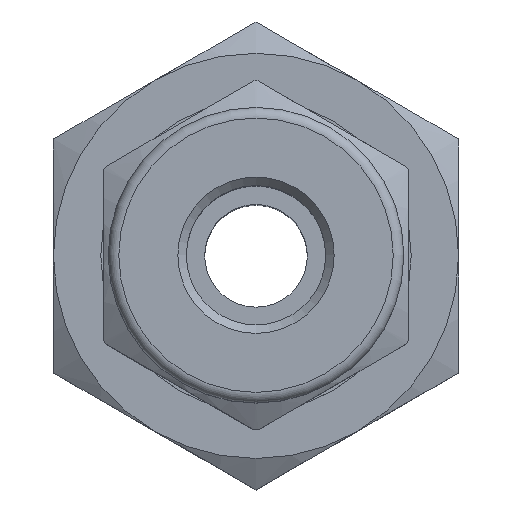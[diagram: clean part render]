
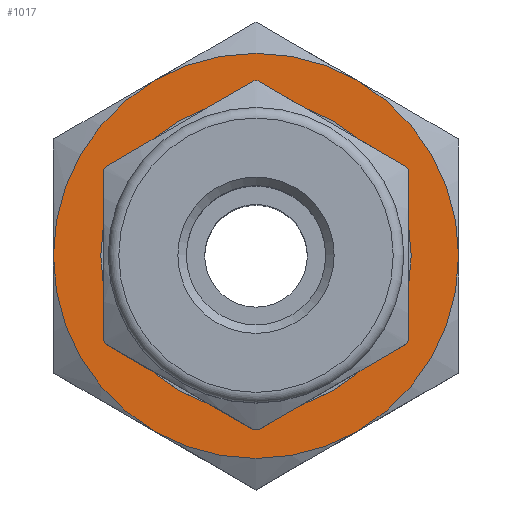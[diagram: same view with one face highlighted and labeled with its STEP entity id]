
A CAD part, top view. The second image highlights one B-rep face of the part: STEP entity #1017.
In plain terms, the highlighted planar face has unit normal (0, 0, 1).
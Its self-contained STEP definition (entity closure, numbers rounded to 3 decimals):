
#23=FACE_BOUND('',#254,.T.);
#70=CIRCLE('',#1112,5.9);
#90=CIRCLE('',#1149,9.525);
#91=CIRCLE('',#1150,9.525);
#92=CIRCLE('',#1151,9.525);
#93=CIRCLE('',#1152,9.525);
#94=CIRCLE('',#1153,9.525);
#95=CIRCLE('',#1154,9.525);
#178=FACE_OUTER_BOUND('',#253,.T.);
#253=EDGE_LOOP('',(#819,#820,#821,#822,#823,#824));
#254=EDGE_LOOP('',(#825));
#452=VERTEX_POINT('',#1667);
#469=VERTEX_POINT('',#1731);
#470=VERTEX_POINT('',#1732);
#471=VERTEX_POINT('',#1734);
#472=VERTEX_POINT('',#1736);
#473=VERTEX_POINT('',#1738);
#474=VERTEX_POINT('',#1740);
#560=EDGE_CURVE('',#452,#452,#70,.T.);
#590=EDGE_CURVE('',#469,#470,#90,.T.);
#591=EDGE_CURVE('',#471,#469,#91,.T.);
#592=EDGE_CURVE('',#472,#471,#92,.T.);
#593=EDGE_CURVE('',#473,#472,#93,.T.);
#594=EDGE_CURVE('',#474,#473,#94,.T.);
#595=EDGE_CURVE('',#470,#474,#95,.T.);
#819=ORIENTED_EDGE('',*,*,#590,.F.);
#820=ORIENTED_EDGE('',*,*,#591,.F.);
#821=ORIENTED_EDGE('',*,*,#592,.F.);
#822=ORIENTED_EDGE('',*,*,#593,.F.);
#823=ORIENTED_EDGE('',*,*,#594,.F.);
#824=ORIENTED_EDGE('',*,*,#595,.F.);
#825=ORIENTED_EDGE('',*,*,#560,.T.);
#970=PLANE('',#1148);
#1017=ADVANCED_FACE('',(#178,#23),#970,.T.);
#1112=AXIS2_PLACEMENT_3D('',#1668,#1312,#1313);
#1148=AXIS2_PLACEMENT_3D('',#1730,#1394,#1395);
#1149=AXIS2_PLACEMENT_3D('',#1733,#1396,#1397);
#1150=AXIS2_PLACEMENT_3D('',#1735,#1398,#1399);
#1151=AXIS2_PLACEMENT_3D('',#1737,#1400,#1401);
#1152=AXIS2_PLACEMENT_3D('',#1739,#1402,#1403);
#1153=AXIS2_PLACEMENT_3D('',#1741,#1404,#1405);
#1154=AXIS2_PLACEMENT_3D('',#1742,#1406,#1407);
#1312=DIRECTION('center_axis',(0.,0.,-1.));
#1313=DIRECTION('ref_axis',(0.,1.,0.));
#1394=DIRECTION('center_axis',(0.,0.,1.));
#1395=DIRECTION('ref_axis',(1.,0.,0.));
#1396=DIRECTION('center_axis',(0.,0.,-1.));
#1397=DIRECTION('ref_axis',(1.,0.,0.));
#1398=DIRECTION('center_axis',(0.,0.,-1.));
#1399=DIRECTION('ref_axis',(1.,0.,0.));
#1400=DIRECTION('center_axis',(0.,0.,-1.));
#1401=DIRECTION('ref_axis',(1.,0.,0.));
#1402=DIRECTION('center_axis',(0.,0.,-1.));
#1403=DIRECTION('ref_axis',(1.,0.,0.));
#1404=DIRECTION('center_axis',(0.,0.,-1.));
#1405=DIRECTION('ref_axis',(1.,0.,0.));
#1406=DIRECTION('center_axis',(0.,0.,-1.));
#1407=DIRECTION('ref_axis',(1.,0.,0.));
#1667=CARTESIAN_POINT('',(0.,-5.9,-17.841));
#1668=CARTESIAN_POINT('Origin',(0.,0.,-17.841));
#1730=CARTESIAN_POINT('Origin',(0.,9.525,-17.841));
#1731=CARTESIAN_POINT('',(4.763,-8.249,-17.841));
#1732=CARTESIAN_POINT('',(-4.763,-8.249,-17.841));
#1733=CARTESIAN_POINT('Origin',(0.,0.,-17.841));
#1734=CARTESIAN_POINT('',(9.525,0.,-17.841));
#1735=CARTESIAN_POINT('Origin',(0.,0.,-17.841));
#1736=CARTESIAN_POINT('',(4.763,8.249,-17.841));
#1737=CARTESIAN_POINT('Origin',(0.,0.,-17.841));
#1738=CARTESIAN_POINT('',(-4.763,8.249,-17.841));
#1739=CARTESIAN_POINT('Origin',(0.,0.,-17.841));
#1740=CARTESIAN_POINT('',(-9.525,0.,-17.841));
#1741=CARTESIAN_POINT('Origin',(0.,0.,-17.841));
#1742=CARTESIAN_POINT('Origin',(0.,0.,-17.841));
